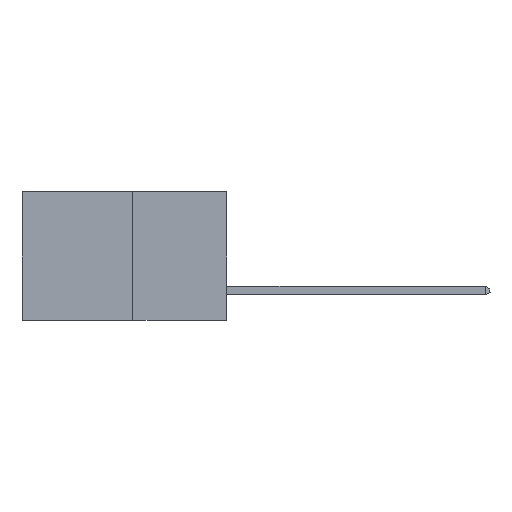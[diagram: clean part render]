
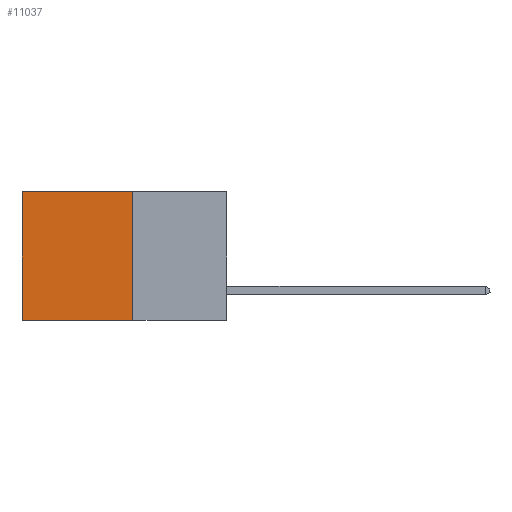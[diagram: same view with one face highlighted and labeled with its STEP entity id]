
A CAD part, left-side view. The second image highlights one B-rep face of the part: STEP entity #11037.
In plain terms, the highlighted planar face has unit normal (-1, 0, 0).
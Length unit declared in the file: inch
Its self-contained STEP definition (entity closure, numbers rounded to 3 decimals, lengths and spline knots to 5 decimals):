
#214 = AXIS2_PLACEMENT_3D ( 'NONE', #10593, #10628, #4726 ) ;
#1156 = DIRECTION ( 'NONE',  ( 0., 1., 0. ) ) ;
#1273 = VERTEX_POINT ( 'NONE', #11896 ) ;
#1343 = CARTESIAN_POINT ( 'NONE',  ( 0.277, 0.27, -0.37 ) ) ;
#1541 = LINE ( 'NONE', #5806, #11866 ) ;
#2333 = CARTESIAN_POINT ( 'NONE',  ( 0.277, 0.27, -0.37 ) ) ;
#2780 = ORIENTED_EDGE ( 'NONE', *, *, #5408, .F. ) ;
#2981 = EDGE_CURVE ( 'NONE', #6701, #1273, #6905, .T. ) ;
#3677 = PLANE ( 'NONE',  #214 ) ;
#4307 = ORIENTED_EDGE ( 'NONE', *, *, #5768, .F. ) ;
#4726 = DIRECTION ( 'NONE',  ( 0., 0., -1. ) ) ;
#5301 = CARTESIAN_POINT ( 'NONE',  ( 0.277, 0.27, 0. ) ) ;
#5375 = VECTOR ( 'NONE', #12558, 39.37008 ) ;
#5393 = DIRECTION ( 'NONE',  ( 0., 0., -1. ) ) ;
#5408 = EDGE_CURVE ( 'NONE', #6701, #6718, #1541, .T. ) ;
#5768 = EDGE_CURVE ( 'NONE', #6718, #6216, #7887, .T. ) ;
#5806 = CARTESIAN_POINT ( 'NONE',  ( 0.277, 0.27, -0.37 ) ) ;
#6216 = VERTEX_POINT ( 'NONE', #7677 ) ;
#6567 = ORIENTED_EDGE ( 'NONE', *, *, #2981, .T. ) ;
#6701 = VERTEX_POINT ( 'NONE', #8368 ) ;
#6718 = VERTEX_POINT ( 'NONE', #2333 ) ;
#6905 = LINE ( 'NONE', #5301, #12076 ) ;
#7154 = DIRECTION ( 'NONE',  ( 0., 1., 0. ) ) ;
#7677 = CARTESIAN_POINT ( 'NONE',  ( 0.277, 0.59, -0.37 ) ) ;
#7716 = ORIENTED_EDGE ( 'NONE', *, *, #10347, .T. ) ;
#7887 = LINE ( 'NONE', #1343, #12760 ) ;
#8368 = CARTESIAN_POINT ( 'NONE',  ( 0.277, 0.27, 0. ) ) ;
#10347 = EDGE_CURVE ( 'NONE', #1273, #6216, #10604, .T. ) ;
#10593 = CARTESIAN_POINT ( 'NONE',  ( 0.277, 0.27, -0.37 ) ) ;
#10604 = LINE ( 'NONE', #11578, #5375 ) ;
#10628 = DIRECTION ( 'NONE',  ( 1., 0., 0. ) ) ;
#11037 = ADVANCED_FACE ( 'NONE', ( #12406 ), #3677, .F. ) ;
#11578 = CARTESIAN_POINT ( 'NONE',  ( 0.277, 0.59, -0.37 ) ) ;
#11866 = VECTOR ( 'NONE', #5393, 39.37008 ) ;
#11896 = CARTESIAN_POINT ( 'NONE',  ( 0.277, 0.59, 0. ) ) ;
#12076 = VECTOR ( 'NONE', #7154, 39.37008 ) ;
#12406 = FACE_OUTER_BOUND ( 'NONE', #12972, .T. ) ;
#12558 = DIRECTION ( 'NONE',  ( 0., 0., -1. ) ) ;
#12760 = VECTOR ( 'NONE', #1156, 39.37008 ) ;
#12972 = EDGE_LOOP ( 'NONE', ( #7716, #4307, #2780, #6567 ) ) ;
